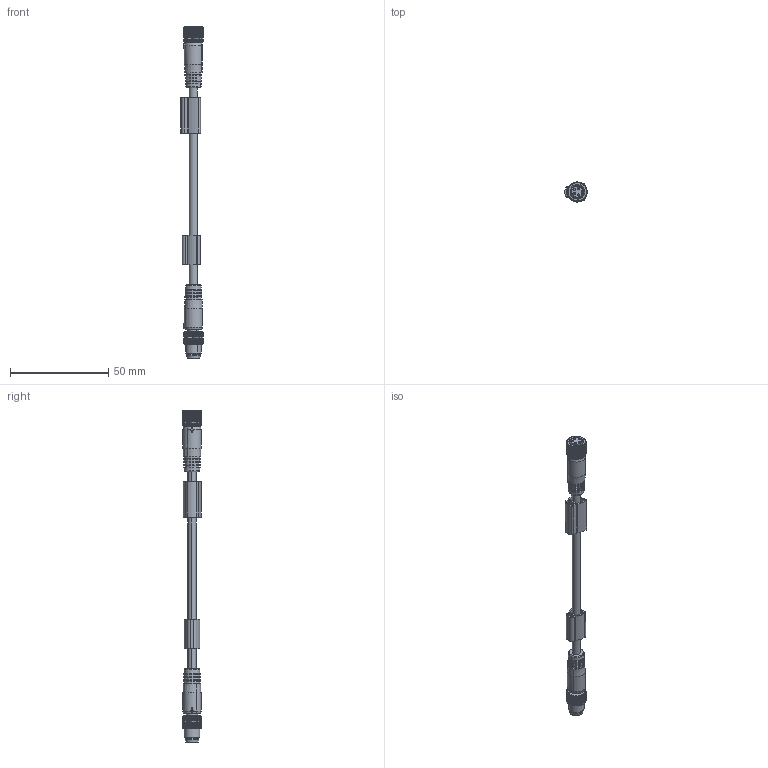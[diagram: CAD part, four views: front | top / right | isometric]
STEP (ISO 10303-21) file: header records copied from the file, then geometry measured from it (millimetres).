
FILE_DESCRIPTION(('CATIA V5 STEP Exchange','CAx-IF Rec.Pracs.--- Model Styling and Organization---1.5--- 2016-08-15','CAx-IF Rec.Pracs.---Supplemental Geometry---1.0---2011-11-01','CAx-IF Rec.Pracs.--- Composite Materials ---1.1---2010-07-15'),'2;1');
FILE_NAME ('367937-2_0', '2025-02-25T06:18:55+00:00', ('none'), ('Weidmueller'), 'CATIA Version 5-6 Release 2022 SP4 HF5', 'CATIA V5 STEP AP214 v3', 'none');
FILE_SCHEMA(('AUTOMOTIVE_DESIGN { 1 0 10303 214 1 1 1 1 }'));
Length unit declared in the file: millimetre
Products named in the file (1): 1952230000
Bounding box: 11.35 x 9.91 x 168.7 mm (x, y, z)
Volume: 5882.8 mm3; surface area: 7555.7 mm2
Topology: 1 solids, 8 shells, 944 faces, 2599 edges, 1713 vertices
Faces by surface type: plane 421, cylinder 355, cone 116, torus 32, bspline 8, sphere 6, revolution 6
Entity records: 30523 total; most frequent: CARTESIAN_POINT 8870, ORIENTED_EDGE 5174, DIRECTION 3154, EDGE_CURVE 2587, VERTEX_POINT 1713, AXIS2_PLACEMENT_3D 1558, EDGE_LOOP 1026, ADVANCED_FACE 944
